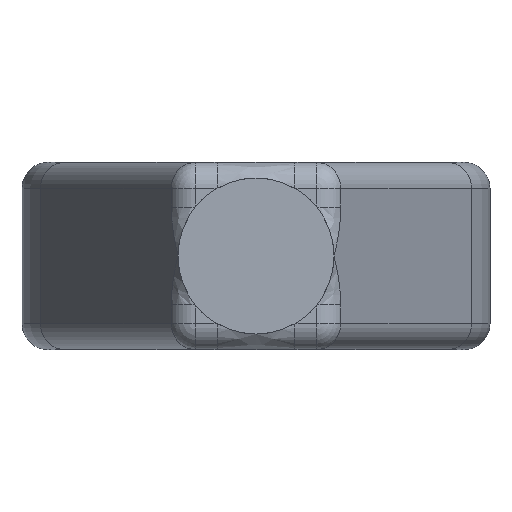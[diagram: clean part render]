
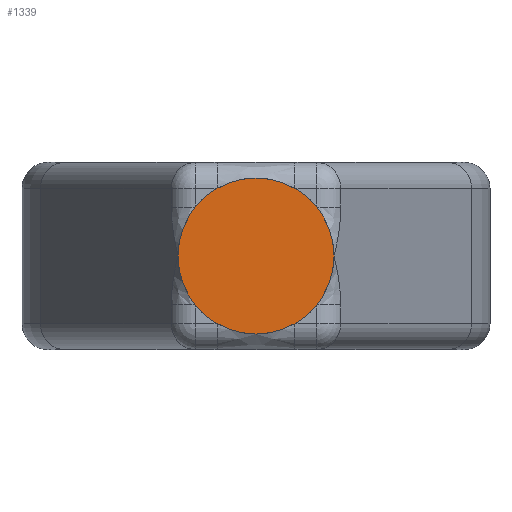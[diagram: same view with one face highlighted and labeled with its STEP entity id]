
A CAD part, front view. The second image highlights one B-rep face of the part: STEP entity #1339.
In plain terms, the highlighted planar face has unit normal (0, -1, 0).
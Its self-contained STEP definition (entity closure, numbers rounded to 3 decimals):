
#43 = CIRCLE ( 'NONE', #1278, 1.5 ) ;
#141 = VERTEX_POINT ( 'NONE', #665 ) ;
#233 = EDGE_LOOP ( 'NONE', ( #301, #433 ) ) ;
#301 = ORIENTED_EDGE ( 'NONE', *, *, #553, .F. ) ;
#323 = PLANE ( 'NONE',  #907 ) ;
#433 = ORIENTED_EDGE ( 'NONE', *, *, #1498, .F. ) ;
#488 = CARTESIAN_POINT ( 'NONE',  ( 0., 0., 0. ) ) ;
#553 = EDGE_CURVE ( 'NONE', #1380, #141, #1009, .T. ) ;
#590 = CARTESIAN_POINT ( 'NONE',  ( 0., 0., -1.5 ) ) ;
#665 = CARTESIAN_POINT ( 'NONE',  ( 0., 0., 1.5 ) ) ;
#681 = DIRECTION ( 'NONE',  ( 0., 1., 0. ) ) ;
#700 = CARTESIAN_POINT ( 'NONE',  ( 0., 0., 0. ) ) ;
#701 = AXIS2_PLACEMENT_3D ( 'NONE', #1293, #681, #919 ) ;
#907 = AXIS2_PLACEMENT_3D ( 'NONE', #700, #1166, #1054 ) ;
#919 = DIRECTION ( 'NONE',  ( 0., 0., 1. ) ) ;
#1009 = CIRCLE ( 'NONE', #701, 1.5 ) ;
#1054 = DIRECTION ( 'NONE',  ( 0., 0., 1. ) ) ;
#1133 = FACE_OUTER_BOUND ( 'NONE', #233, .T. ) ;
#1166 = DIRECTION ( 'NONE',  ( 0., 1., 0. ) ) ;
#1278 = AXIS2_PLACEMENT_3D ( 'NONE', #488, #1320, #1569 ) ;
#1293 = CARTESIAN_POINT ( 'NONE',  ( 0., 0., 0. ) ) ;
#1320 = DIRECTION ( 'NONE',  ( 0., 1., 0. ) ) ;
#1339 = ADVANCED_FACE ( 'NONE', ( #1133 ), #323, .F. ) ;
#1380 = VERTEX_POINT ( 'NONE', #590 ) ;
#1498 = EDGE_CURVE ( 'NONE', #141, #1380, #43, .T. ) ;
#1569 = DIRECTION ( 'NONE',  ( 0., 0., 1. ) ) ;
